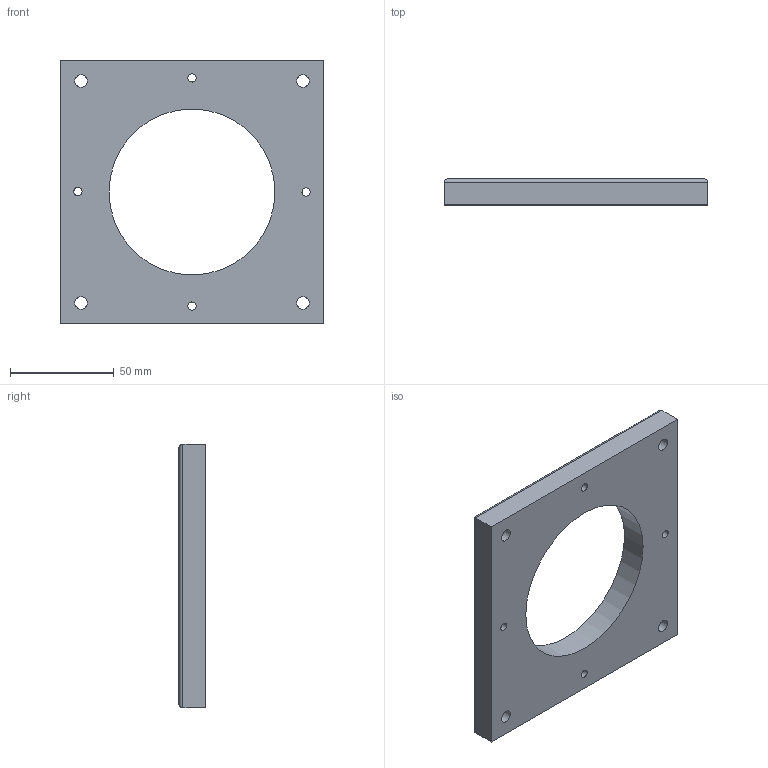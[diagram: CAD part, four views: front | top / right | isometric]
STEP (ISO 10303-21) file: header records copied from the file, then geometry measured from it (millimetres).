
FILE_DESCRIPTION(/* description */ (''),/* implementation_level */ '2;1');
FILE_NAME(/* name */ 'UR3 Mounting Plate.step',/* time_stamp */ '2025-04-21T06:23:48-04:00',/* author */ ('jmarvel'),/* organization */ (''),/* preprocessor_version */ 'ST-DEVELOPER v20',/* originating_system */ 'Autodesk Inventor 2025',/* authorisation */ '');
FILE_SCHEMA (('AUTOMOTIVE_DESIGN { 1 0 10303 214 3 1 1 }'));
Length unit declared in the file: millimetre
Products named in the file (1): UR3 Mounting Plate
Bounding box: 127 x 12.7 x 127 mm (x, y, z)
Volume: 138493.4 mm3; surface area: 32679.2 mm2
Topology: 1 solids, 1 shells, 19 faces, 47 edges, 30 vertices
Faces by surface type: cylinder 13, plane 6
Full cylindrical faces by diameter (mm): 4 x4, 6 x4, 80 x1
Entity records: 650 total; most frequent: DIRECTION 109, CARTESIAN_POINT 97, ORIENTED_EDGE 94, EDGE_CURVE 47, AXIS2_PLACEMENT_3D 42, EDGE_LOOP 37, VERTEX_POINT 30, LINE 25
